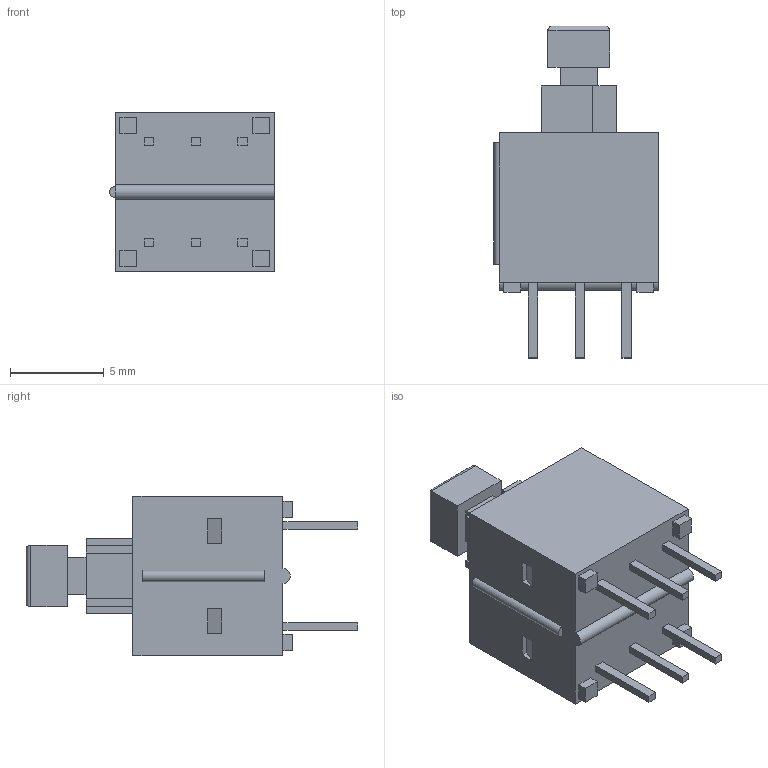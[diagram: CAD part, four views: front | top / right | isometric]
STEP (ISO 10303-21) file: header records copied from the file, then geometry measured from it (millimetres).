
FILE_DESCRIPTION (( 'STEP AP214' ), '1' );
FILE_NAME ('TL2201EEYA.STEP', '2023-03-06T20:25:50', ( '' ), ( '' ), 'SwSTEP 2.0', 'SolidWorks 2021', '' );
FILE_SCHEMA (( 'AUTOMOTIVE_DESIGN' ));
Length unit declared in the file: millimetre
Products named in the file (1): TL2201EEYA
Bounding box: 8.8 x 17.7 x 8.5 mm (x, y, z)
Volume: 408.2 mm3; surface area: 1072.2 mm2
Topology: 8 solids, 8 shells, 207 faces, 518 edges, 342 vertices
Faces by surface type: plane 197, cylinder 10
Entity records: 6149 total; most frequent: CARTESIAN_POINT 1080, ORIENTED_EDGE 1036, DIRECTION 942, EDGE_CURVE 518, VECTOR 502, LINE 502, VERTEX_POINT 342, EDGE_LOOP 226
